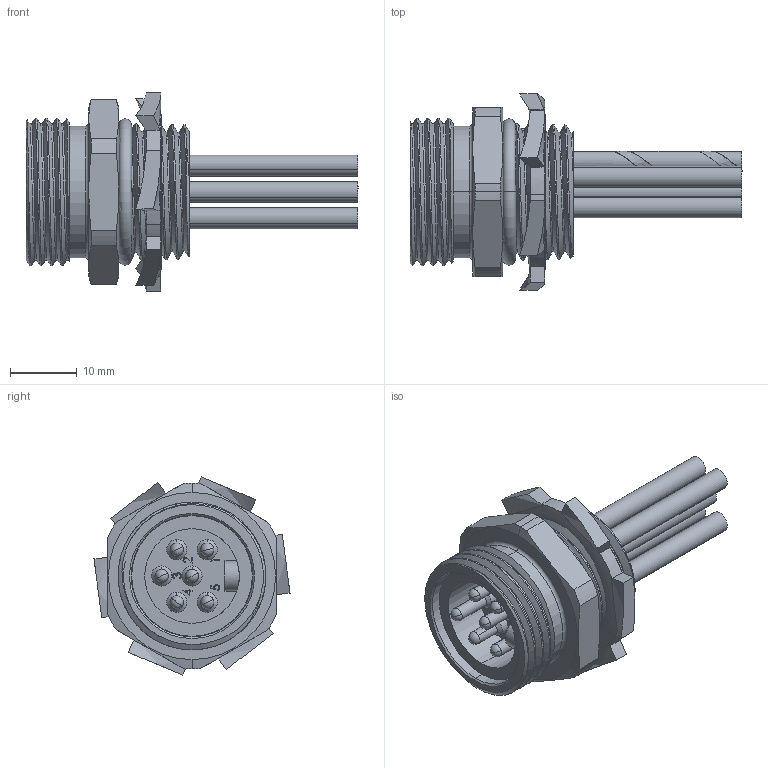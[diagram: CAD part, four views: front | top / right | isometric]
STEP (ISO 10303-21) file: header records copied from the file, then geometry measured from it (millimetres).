
FILE_DESCRIPTION (( 'STEP AP214' ), '1' );
FILE_NAME ('MIN-6MR-ZZ.STEP', '2015-08-13T00:00:56', ( 'Bruce Laptop' ), ( 'HP' ), 'SwSTEP 2.0', 'SolidWorks 2015', '' );
FILE_SCHEMA (( 'AUTOMOTIVE_DESIGN' ));
Length unit declared in the file: millimetre
Products named in the file (1): MIN-6MR-ZZ
Bounding box: 49.91 x 29.48 x 29.77 mm (x, y, z)
Volume: 9555.9 mm3; surface area: 7233.1 mm2
Topology: 1 solids, 1 shells, 280 faces, 738 edges, 471 vertices
Faces by surface type: plane 89, cylinder 86, bspline 54, cone 31, sphere 12, torus 8
Entity records: 20059 total; most frequent: CARTESIAN_POINT 10687, ORIENTED_EDGE 1452, DIRECTION 1131, EDGE_CURVE 726, VERTEX_POINT 471, AXIS2_PLACEMENT_3D 424, EDGE_LOOP 305, VECTOR 283
